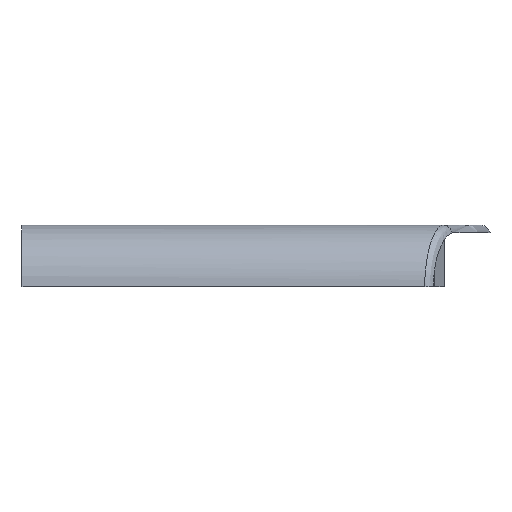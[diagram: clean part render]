
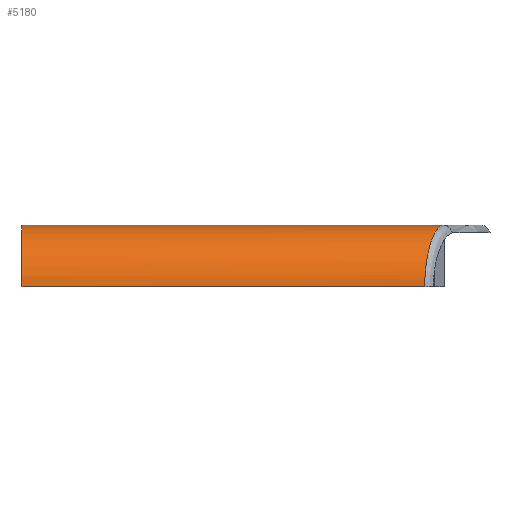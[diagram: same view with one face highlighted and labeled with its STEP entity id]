
A CAD part, left-side view. The second image highlights one B-rep face of the part: STEP entity #5180.
In plain terms, the highlighted cylindrical face has radius 12.7 mm (diameter 25.4 mm), a partial arc.
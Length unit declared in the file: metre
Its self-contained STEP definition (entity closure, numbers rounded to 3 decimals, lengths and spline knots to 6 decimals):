
#32=B_SPLINE_CURVE_WITH_KNOTS('',3,(#8143,#8144,#8145,#8146,#8147,#8148,
#8149),.UNSPECIFIED.,.F.,.F.,(4,1,1,1,4),(0.,0.004254,0.008508,
0.012762,0.017016),.UNSPECIFIED.);
#33=B_SPLINE_CURVE_WITH_KNOTS('',3,(#8151,#8152,#8153,#8154),
 .UNSPECIFIED.,.F.,.F.,(4,4),(0.003262,0.006502),
 .UNSPECIFIED.);
#44=CYLINDRICAL_SURFACE('',#5469,0.0127);
#70=CIRCLE('',#5468,0.0127);
#638=ORIENTED_EDGE('',*,*,#2103,.T.);
#639=ORIENTED_EDGE('',*,*,#2104,.T.);
#640=ORIENTED_EDGE('',*,*,#2100,.T.);
#641=ORIENTED_EDGE('',*,*,#2099,.T.);
#642=ORIENTED_EDGE('',*,*,#1720,.T.);
#1720=EDGE_CURVE('',#2464,#2465,#2952,.T.);
#2099=EDGE_CURVE('',#2834,#2464,#32,.T.);
#2100=EDGE_CURVE('',#2833,#2834,#33,.T.);
#2103=EDGE_CURVE('',#2465,#2835,#70,.T.);
#2104=EDGE_CURVE('',#2835,#2833,#3320,.F.);
#2464=VERTEX_POINT('',#7329);
#2465=VERTEX_POINT('',#7330);
#2833=VERTEX_POINT('',#8138);
#2834=VERTEX_POINT('',#8150);
#2835=VERTEX_POINT('',#8159);
#2952=LINE('',#7328,#3664);
#3320=LINE('',#8162,#4032);
#3664=VECTOR('',#5872,1.);
#4032=VECTOR('',#6272,1.);
#4358=EDGE_LOOP('',(#638,#639,#640,#641,#642));
#4687=FACE_BOUND('',#4358,.T.);
#5180=ADVANCED_FACE('',(#4687),#44,.T.);
#5468=AXIS2_PLACEMENT_3D('',#8160,#6268,#6269);
#5469=AXIS2_PLACEMENT_3D('',#8161,#6270,#6271);
#5872=DIRECTION('',(0.,1.,0.));
#6268=DIRECTION('',(0.,-1.,0.));
#6269=DIRECTION('',(0.,0.,-1.));
#6270=DIRECTION('',(0.,1.,0.));
#6271=DIRECTION('',(0.,0.,1.));
#6272=DIRECTION('',(0.,1.,0.));
#7328=CARTESIAN_POINT('',(-0.052388,-0.021,0.0127));
#7329=CARTESIAN_POINT('',(-0.052388,-0.010975,0.0127));
#7330=CARTESIAN_POINT('',(-0.052388,0.076,0.0127));
#8138=CARTESIAN_POINT('',(-0.065088,-0.007173,0.));
#8143=CARTESIAN_POINT('',(-0.064669,-0.007311,0.003233));
#8144=CARTESIAN_POINT('',(-0.064304,-0.007431,0.00462));
#8145=CARTESIAN_POINT('',(-0.063124,-0.007818,0.007209));
#8146=CARTESIAN_POINT('',(-0.06021,-0.008737,0.010295));
#8147=CARTESIAN_POINT('',(-0.056506,-0.009842,0.012248));
#8148=CARTESIAN_POINT('',(-0.053776,-0.010603,0.0127));
#8149=CARTESIAN_POINT('',(-0.052388,-0.010975,0.0127));
#8150=CARTESIAN_POINT('',(-0.064669,-0.007311,0.003233));
#8151=CARTESIAN_POINT('',(-0.065088,-0.007173,0.));
#8152=CARTESIAN_POINT('',(-0.065088,-0.007173,0.001086));
#8153=CARTESIAN_POINT('',(-0.064947,-0.007219,0.002178));
#8154=CARTESIAN_POINT('',(-0.064669,-0.007311,0.003233));
#8159=CARTESIAN_POINT('',(-0.065088,0.076,0.));
#8160=CARTESIAN_POINT('',(-0.052388,0.076,0.));
#8161=CARTESIAN_POINT('',(-0.052388,-0.021,0.));
#8162=CARTESIAN_POINT('',(-0.065088,-0.021,0.));
